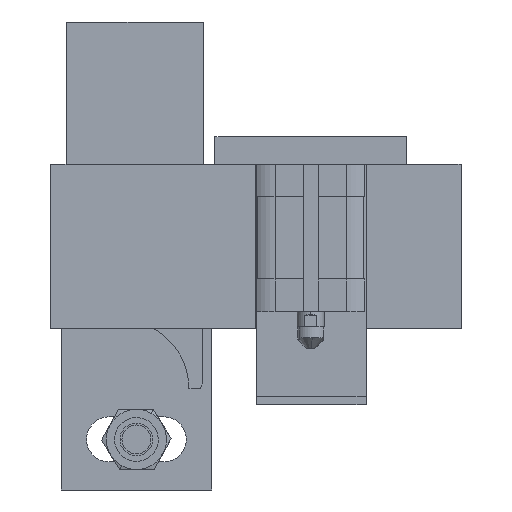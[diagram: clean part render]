
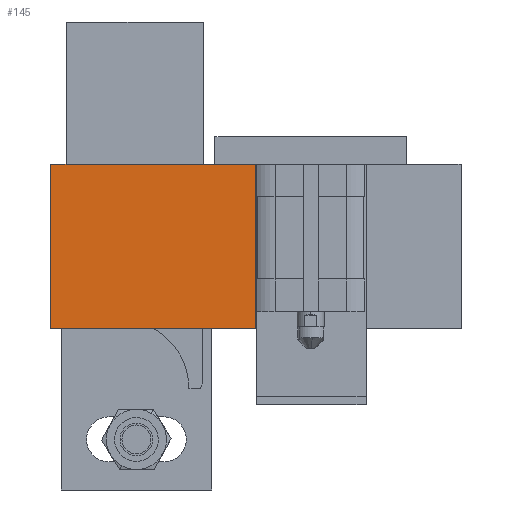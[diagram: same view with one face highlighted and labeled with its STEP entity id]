
A CAD part, left-side view. The second image highlights one B-rep face of the part: STEP entity #145.
In plain terms, the highlighted planar face has unit normal (-1, 0, 0).
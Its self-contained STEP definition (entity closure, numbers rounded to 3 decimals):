
#2=DIRECTION('',(0.,0.,-1.));
#3=VECTOR('',#2,60.);
#4=CARTESIAN_POINT('',(-42.5,525.982,-7.5));
#5=LINE('',#4,#3);
#14=DIRECTION('',(0.,1.,0.));
#15=VECTOR('',#14,74.75);
#16=CARTESIAN_POINT('',(-42.5,451.232,-67.5));
#17=LINE('',#16,#15);
#78=DIRECTION('',(0.,0.,-1.));
#79=VECTOR('',#78,60.);
#80=CARTESIAN_POINT('',(-42.5,451.232,-7.5));
#81=LINE('',#80,#79);
#86=DIRECTION('',(0.,-1.,0.));
#87=VECTOR('',#86,74.75);
#88=CARTESIAN_POINT('',(-42.5,525.982,-7.5));
#89=LINE('',#88,#87);
#98=CARTESIAN_POINT('',(-42.5,451.232,-67.5));
#99=CARTESIAN_POINT('',(-42.5,525.982,-67.5));
#100=VERTEX_POINT('',#98);
#101=VERTEX_POINT('',#99);
#102=CARTESIAN_POINT('',(-42.5,451.232,-7.5));
#103=VERTEX_POINT('',#102);
#104=CARTESIAN_POINT('',(-42.5,525.982,-7.5));
#105=VERTEX_POINT('',#104);
#130=CARTESIAN_POINT('',(-42.5,430.982,-67.5));
#131=DIRECTION('',(-1.,0.,0.));
#132=DIRECTION('',(0.,0.,-1.));
#133=AXIS2_PLACEMENT_3D('',#130,#131,#132);
#134=PLANE('',#133);
#136=ORIENTED_EDGE('',*,*,#135,.T.);
#138=ORIENTED_EDGE('',*,*,#137,.F.);
#140=ORIENTED_EDGE('',*,*,#139,.T.);
#142=ORIENTED_EDGE('',*,*,#141,.T.);
#143=EDGE_LOOP('',(#136,#138,#140,#142));
#144=FACE_OUTER_BOUND('',#143,.F.);
#145=ADVANCED_FACE('',(#144),#134,.T.);
#135=EDGE_CURVE('',#100,#101,#17,.T.);
#137=EDGE_CURVE('',#105,#101,#5,.T.);
#139=EDGE_CURVE('',#105,#103,#89,.T.);
#141=EDGE_CURVE('',#103,#100,#81,.T.);
